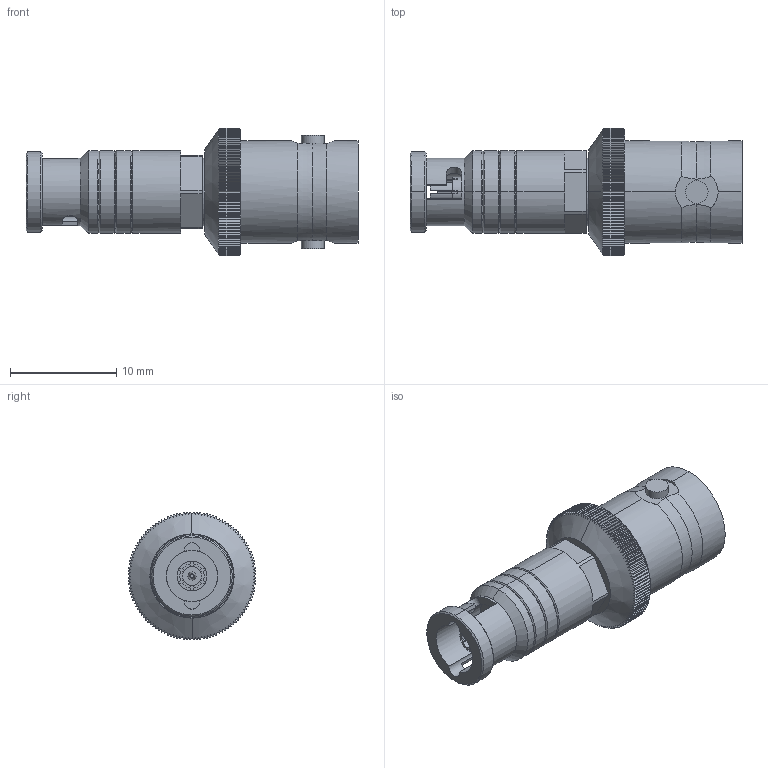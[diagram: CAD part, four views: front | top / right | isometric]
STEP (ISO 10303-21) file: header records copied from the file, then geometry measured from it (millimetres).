
FILE_DESCRIPTION (( 'STEP AP214' ), '1' );
FILE_NAME ('V7C00020.STEP', '2018-10-26T17:36:54', ( '' ), ( '' ), 'SwSTEP 2.0', 'SolidWorks 2017', '' );
FILE_SCHEMA (( 'AUTOMOTIVE_DESIGN' ));
Length unit declared in the file: inch
Products named in the file (1): V7C00020
Bounding box: 31.2 x 12 x 12 mm (x, y, z)
Volume: 1236.9 mm3; surface area: 1607.6 mm2
Topology: 1 solids, 1 shells, 636 faces, 1837 edges, 1211 vertices
Faces by surface type: plane 307, cylinder 175, cone 146, torus 6, bspline 2
Entity records: 25838 total; most frequent: CARTESIAN_POINT 5349, ORIENTED_EDGE 3670, DIRECTION 3135, EDGE_CURVE 1835, VERTEX_POINT 1211, AXIS2_PLACEMENT_3D 1173, VECTOR 789, LINE 789
